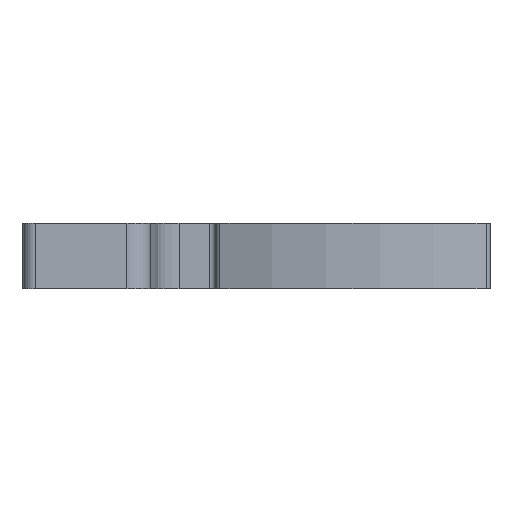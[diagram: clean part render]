
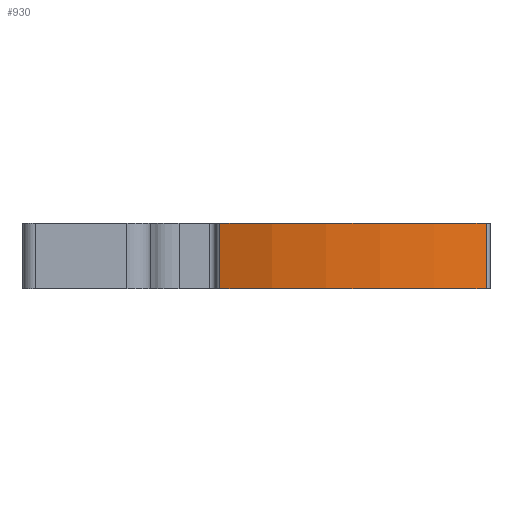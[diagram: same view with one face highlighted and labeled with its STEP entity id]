
A CAD part, front view. The second image highlights one B-rep face of the part: STEP entity #930.
In plain terms, the highlighted cylindrical face has radius 15 mm (diameter 30 mm), a partial arc.
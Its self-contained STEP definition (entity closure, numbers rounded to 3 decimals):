
#79=CIRCLE('',#1044,15.);
#93=CIRCLE('',#1064,15.);
#127=CYLINDRICAL_SURFACE('',#1065,15.);
#387=ORIENTED_EDGE('',*,*,#547,.F.);
#388=ORIENTED_EDGE('',*,*,#546,.T.);
#389=ORIENTED_EDGE('',*,*,#540,.F.);
#390=ORIENTED_EDGE('',*,*,#518,.F.);
#518=EDGE_CURVE('',#623,#625,#79,.T.);
#540=EDGE_CURVE('',#625,#640,#704,.T.);
#546=EDGE_CURVE('',#642,#640,#93,.T.);
#547=EDGE_CURVE('',#642,#623,#707,.T.);
#623=VERTEX_POINT('',#1599);
#625=VERTEX_POINT('',#1602);
#640=VERTEX_POINT('',#1643);
#642=VERTEX_POINT('',#1648);
#704=LINE('',#1644,#770);
#707=LINE('',#1657,#773);
#770=VECTOR('',#1354,1000.);
#773=VECTOR('',#1369,1000.);
#821=EDGE_LOOP('',(#387,#388,#389,#390));
#871=FACE_BOUND('',#821,.T.);
#930=ADVANCED_FACE('',(#871),#127,.T.);
#1044=AXIS2_PLACEMENT_3D('',#1601,#1311,#1312);
#1064=AXIS2_PLACEMENT_3D('',#1655,#1365,#1366);
#1065=AXIS2_PLACEMENT_3D('',#1656,#1367,#1368);
#1311=DIRECTION('',(0.,0.,1.));
#1312=DIRECTION('',(-0.42,-0.908,0.));
#1354=DIRECTION('',(0.,0.,-1.));
#1365=DIRECTION('',(0.,0.,1.));
#1366=DIRECTION('',(-0.42,-0.908,0.));
#1367=DIRECTION('',(0.,0.,-1.));
#1368=DIRECTION('',(-0.42,-0.908,0.));
#1369=DIRECTION('',(0.,0.,1.));
#1599=CARTESIAN_POINT('',(3.878,-4.881,5.));
#1601=CARTESIAN_POINT('',(10.,8.813,5.));
#1602=CARTESIAN_POINT('',(16.122,-4.881,5.));
#1643=CARTESIAN_POINT('',(16.122,-4.881,2.));
#1644=CARTESIAN_POINT('',(16.122,-4.881,5.));
#1648=CARTESIAN_POINT('',(3.878,-4.881,2.));
#1655=CARTESIAN_POINT('',(10.,8.813,2.));
#1656=CARTESIAN_POINT('',(10.,8.813,5.));
#1657=CARTESIAN_POINT('',(3.878,-4.881,5.));
